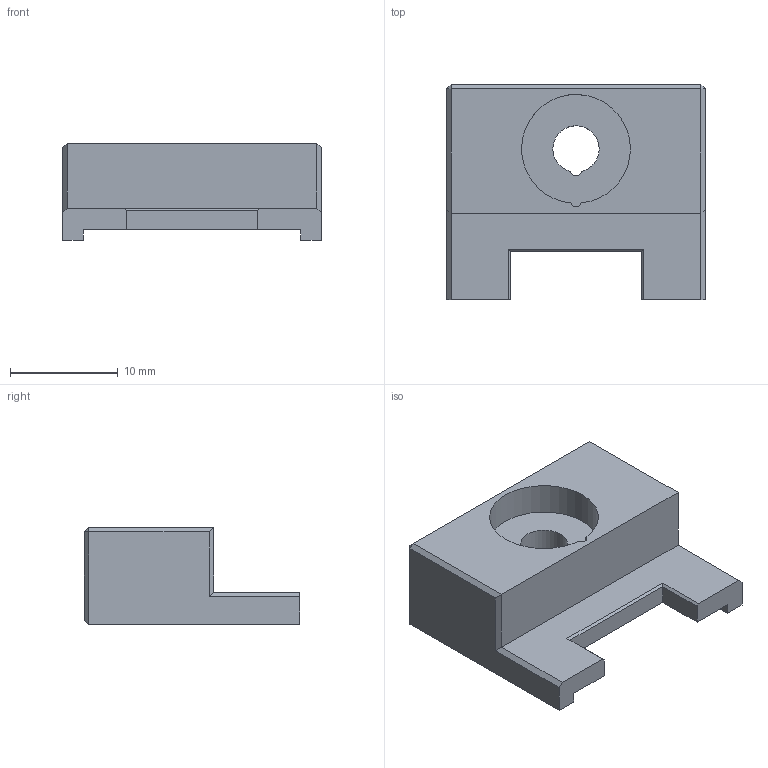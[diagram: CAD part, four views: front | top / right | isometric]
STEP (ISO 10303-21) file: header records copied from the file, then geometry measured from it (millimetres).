
FILE_DESCRIPTION(('FreeCAD Model'),'2;1');
FILE_NAME('head-tail.step','2020-04-13T20:38:25',('Author'),(''), 'Open CASCADE STEP processor 7.3','FreeCAD','Unknown');
FILE_SCHEMA(('AUTOMOTIVE_DESIGN { 1 0 10303 214 1 1 1 1 }'));
Length unit declared in the file: millimetre
Products named in the file (1): Chamfer004
Bounding box: 24 x 20 x 9 mm (x, y, z)
Volume: 2329.3 mm3; surface area: 1668.9 mm2
Topology: 1 solids, 1 shells, 40 faces, 97 edges, 60 vertices
Faces by surface type: plane 36, cylinder 4
Entity records: 2692 total; most frequent: CARTESIAN_POINT 398, DIRECTION 379, LINE 261, VECTOR 261, ORIENTED_EDGE 194, PCURVE 194, DEFINITIONAL_REPRESENTATION 194, EDGE_CURVE 97
